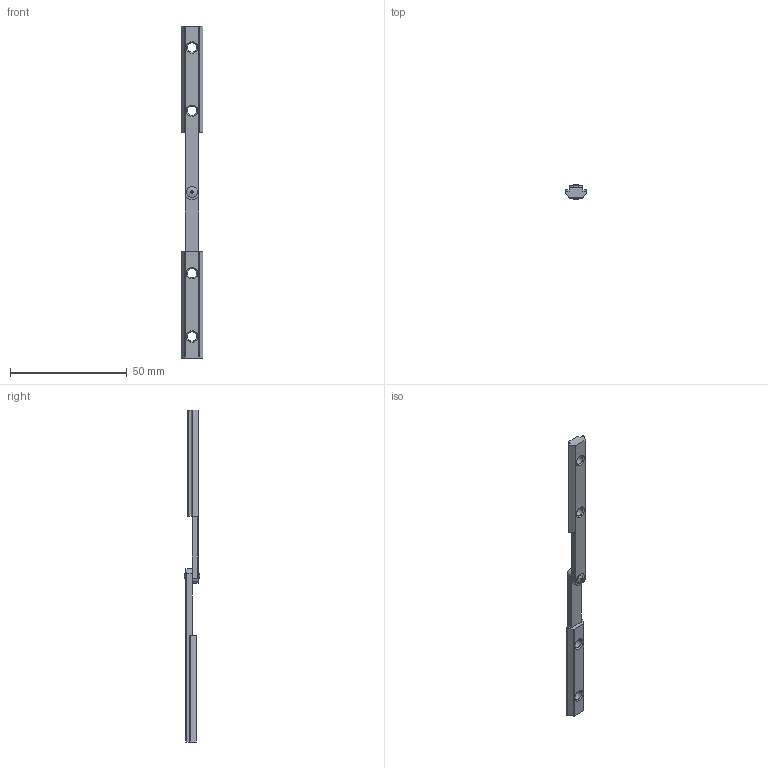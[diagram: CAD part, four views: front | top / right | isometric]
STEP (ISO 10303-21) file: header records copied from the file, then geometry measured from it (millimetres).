
FILE_DESCRIPTION (( 'STEP AP214' ), '1' );
FILE_NAME ('A478 Ïîâîðîòíûé âíóòðåííèé óãëîâîé ñîåäèíèòåëü 6-B, ïàç 6.STEP', '2021-07-20T07:37:41', ( 'Ïîëüçîâàòåëü Windows' ), ( '' ), 'SwSTEP 2.0', 'SolidWorks 2021', '' );
FILE_SCHEMA (( 'AUTOMOTIVE_DESIGN' ));
Length unit declared in the file: millimetre
Products named in the file (4): A478 务黖00; A478 Ïîâîðîòíûé âíóòðåííèé óãëîâîé ñîåäèíèòåëü 6-B, ïàç 6; A478 昢膼瘔膻嬅00; A478 ﾎ魵瑙韃 2_00
Assembly tree (3 placements, depth 2):
  A478 Ïîâîðîòíûé âíóòðåííèé óãëîâîé ñîåäèíèòåëü 6-B, ïàç 6
    A478 昢膼瘔膻嬅00
    A478 ﾎ魵瑙韃 2_00
    A478 务黖00
Bounding box: 9.4 x 6.5 x 142 mm (x, y, z)
Volume: 3535.9 mm3; surface area: 3533.1 mm2
Topology: 3 solids, 3 shells, 98 faces, 244 edges, 154 vertices
Faces by surface type: cylinder 38, plane 34, cone 26
Entity records: 3202 total; most frequent: DIRECTION 548, CARTESIAN_POINT 526, ORIENTED_EDGE 488, EDGE_CURVE 244, AXIS2_PLACEMENT_3D 204, VERTEX_POINT 154, VECTOR 140, LINE 140
